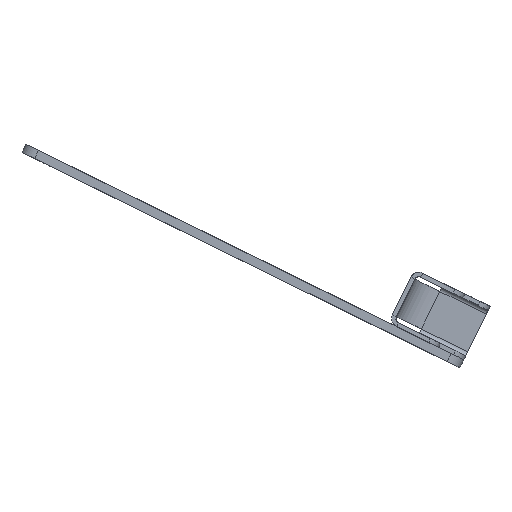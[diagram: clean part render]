
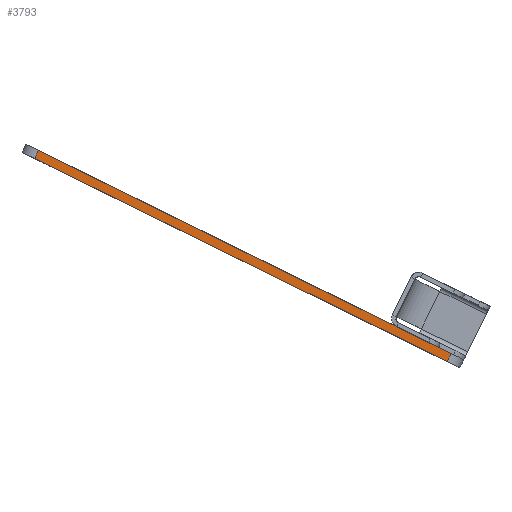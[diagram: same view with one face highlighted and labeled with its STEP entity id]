
A CAD part, front view. The second image highlights one B-rep face of the part: STEP entity #3793.
In plain terms, the highlighted face is planar.
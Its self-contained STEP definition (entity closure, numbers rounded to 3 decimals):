
#3741=CARTESIAN_POINT('Vertex',(164.795,6.35,-135.)) ;
#3748=CARTESIAN_POINT('Vertex',(164.795,0.,-135.)) ;
#3751=CARTESIAN_POINT('Line Origine',(164.795,6.35,-135.)) ;
#3763=CARTESIAN_POINT('Axis2P3D Location',(174.795,6.35,-135.)) ;
#3768=CARTESIAN_POINT('Line Origine',(0.,6.35,-135.)) ;
#3772=CARTESIAN_POINT('Vertex',(-164.795,6.35,-135.)) ;
#3775=CARTESIAN_POINT('Line Origine',(0.,0.,-135.)) ;
#3779=CARTESIAN_POINT('Vertex',(-164.795,0.,-135.)) ;
#3782=CARTESIAN_POINT('Line Origine',(-164.795,3.175,-135.)) ;
#3753=VECTOR('Line Direction',#3752,1.) ;
#3770=VECTOR('Line Direction',#3769,1.) ;
#3777=VECTOR('Line Direction',#3776,1.) ;
#3784=VECTOR('Line Direction',#3783,1.) ;
#3752=DIRECTION('Vector Direction',(0.,-1.,0.)) ;
#3764=DIRECTION('Axis2P3D Direction',(0.,-0.,1.)) ;
#3765=DIRECTION('Axis2P3D XDirection',(1.,0.,0.)) ;
#3769=DIRECTION('Vector Direction',(-1.,0.,0.)) ;
#3776=DIRECTION('Vector Direction',(-1.,0.,0.)) ;
#3783=DIRECTION('Vector Direction',(0.,1.,0.)) ;
#3766=AXIS2_PLACEMENT_3D('Plane Axis2P3D',#3763,#3764,#3765) ;
#3754=LINE('Line',#3751,#3753) ;
#3771=LINE('Line',#3768,#3770) ;
#3778=LINE('Line',#3775,#3777) ;
#3785=LINE('Line',#3782,#3784) ;
#3767=PLANE('',#3766) ;
#3755=EDGE_CURVE('',#3742,#3749,#3754,.T.) ;
#3774=EDGE_CURVE('',#3742,#3773,#3771,.T.) ;
#3781=EDGE_CURVE('',#3749,#3780,#3778,.T.) ;
#3786=EDGE_CURVE('',#3780,#3773,#3785,.T.) ;
#3788=ORIENTED_EDGE('',*,*,#3774,.F.) ;
#3789=ORIENTED_EDGE('',*,*,#3755,.T.) ;
#3790=ORIENTED_EDGE('',*,*,#3781,.T.) ;
#3791=ORIENTED_EDGE('',*,*,#3786,.T.) ;
#3787=EDGE_LOOP('',(#3788,#3789,#3790,#3791)) ;
#3742=VERTEX_POINT('',#3741) ;
#3749=VERTEX_POINT('',#3748) ;
#3773=VERTEX_POINT('',#3772) ;
#3780=VERTEX_POINT('',#3779) ;
#3793=ADVANCED_FACE('Fillet3',(#3792),#3767,.F.) ;
#3792=FACE_OUTER_BOUND('',#3787,.T.) ;
